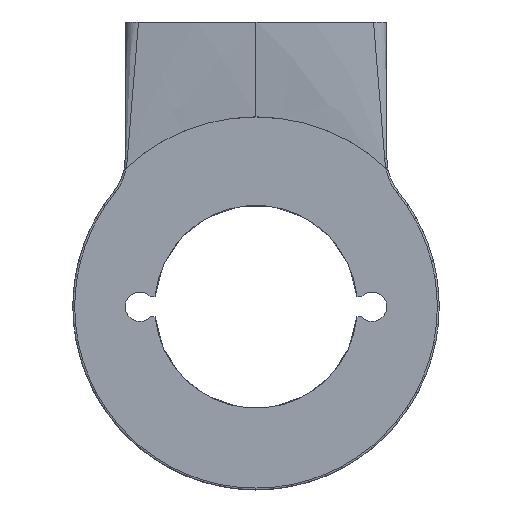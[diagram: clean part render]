
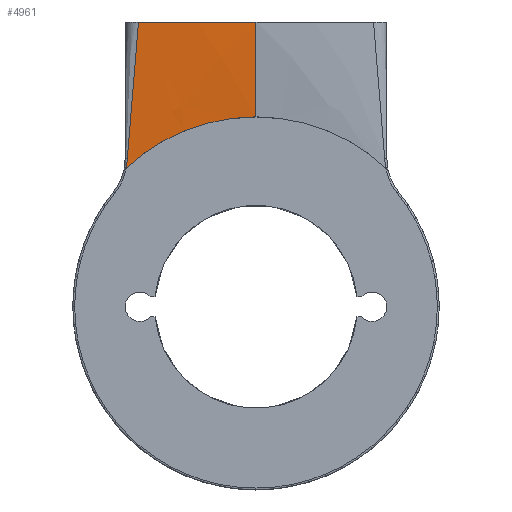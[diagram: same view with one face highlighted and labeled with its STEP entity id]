
A CAD part, top view. The second image highlights one B-rep face of the part: STEP entity #4961.
In plain terms, the highlighted free-form (B-spline) face has degree [3, 3] with [4, 7] control points.
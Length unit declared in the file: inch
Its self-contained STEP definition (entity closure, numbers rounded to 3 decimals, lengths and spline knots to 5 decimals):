
#106 = CARTESIAN_POINT ( 'NONE',  ( -0.5603, 0.99577, 0.95676 ) ) ;
#173 = CARTESIAN_POINT ( 'NONE',  ( -0.29559, 1.10397, 0.9631 ) ) ;
#603 = CARTESIAN_POINT ( 'NONE',  ( -0.78046, 0.83268, 0.94488 ) ) ;
#1013 = B_SPLINE_CURVE_WITH_KNOTS ( 'NONE', 3,
 ( #13665, #10115, #3740, #173, #13455, #9114, #11356, #7947, #10183, #13525 ),
 .UNSPECIFIED., .F., .F.,
 ( 4, 2, 2, 2, 4 ),
 ( 0., 0.00285, 0.0057, 0.00856, 0.01141 ),
 .UNSPECIFIED. ) ;
#1063 = VERTEX_POINT ( 'NONE', #10367 ) ;
#1205 = B_SPLINE_CURVE_WITH_KNOTS ( 'NONE', 3,
 ( #6822, #7915, #4794, #12260 ),
 .UNSPECIFIED., .F., .F.,
 ( 4, 4 ),
 ( 0., 1. ),
 .UNSPECIFIED. ) ;
#1230 = B_SPLINE_CURVE_WITH_KNOTS ( 'NONE', 3,
 ( #4370, #6605, #9942, #5386 ),
 .UNSPECIFIED., .F., .F.,
 ( 4, 4 ),
 ( 0., 1. ),
 .UNSPECIFIED. ) ;
#1555 = VERTEX_POINT ( 'NONE', #10180 ) ;
#1713 = FACE_OUTER_BOUND ( 'NONE', #6192, .T. ) ;
#1787 = CARTESIAN_POINT ( 'NONE',  ( 0., 1.51515, 1.00394 ) ) ;
#1854 = ORIENTED_EDGE ( 'NONE', *, *, #5684, .F. ) ;
#1924 = CARTESIAN_POINT ( 'NONE',  ( -0.25683, 1.7126, 1.00394 ) ) ;
#1999 = CARTESIAN_POINT ( 'NONE',  ( 0., 1.13643, 0.96393 ) ) ;
#2361 = ORIENTED_EDGE ( 'NONE', *, *, #3423, .T. ) ;
#2832 = EDGE_CURVE ( 'NONE', #1063, #13001, #1013, .T. ) ;
#3018 = CARTESIAN_POINT ( 'NONE',  ( -0.77328, 0.87268, 0.94488 ) ) ;
#3273 = CARTESIAN_POINT ( 'NONE',  ( -0.4726, 1.7126, 0.98805 ) ) ;
#3324 = CARTESIAN_POINT ( 'NONE',  ( -0.67534, 0.92145, 0.95159 ) ) ;
#3423 = EDGE_CURVE ( 'NONE', #10905, #1063, #7734, .T. ) ;
#3466 = CARTESIAN_POINT ( 'NONE',  ( -0.75533, 0.85693, 0.94675 ) ) ;
#3740 = CARTESIAN_POINT ( 'NONE',  ( -0.36714, 1.08224, 0.96198 ) ) ;
#3743 = ORIENTED_EDGE ( 'NONE', *, *, #7624, .T. ) ;
#3888 = CARTESIAN_POINT ( 'NONE',  ( -0.54867, 1.09108, 0.9716 ) ) ;
#3907 = CARTESIAN_POINT ( 'NONE',  ( -0.7069, 1.7126, 0.95639 ) ) ;
#3962 = CARTESIAN_POINT ( 'NONE',  ( -0.27439, 1.33737, 0.99089 ) ) ;
#4033 = CARTESIAN_POINT ( 'NONE',  ( 0., 1.7126, 1.00394 ) ) ;
#4106 = CARTESIAN_POINT ( 'NONE',  ( -0.78039, 0.83307, 0.94488 ) ) ;
#4174 = CARTESIAN_POINT ( 'NONE',  ( -0.4726, 1.7126, 0.98805 ) ) ;
#4259 = CARTESIAN_POINT ( 'NONE',  ( -0.78031, 0.83346, 0.94488 ) ) ;
#4285 = CARTESIAN_POINT ( 'NONE',  ( -0.25683, 1.7126, 1.00394 ) ) ;
#4354 = VERTEX_POINT ( 'NONE', #8113 ) ;
#4370 = CARTESIAN_POINT ( 'NONE',  ( 0., 1.7126, 1.00394 ) ) ;
#4553 = CARTESIAN_POINT ( 'NONE',  ( -0.4997, 1.02757, 0.9588 ) ) ;
#4621 = CARTESIAN_POINT ( 'NONE',  ( -0.64748, 0.94129, 0.95302 ) ) ;
#4794 = CARTESIAN_POINT ( 'NONE',  ( -0.77936, 0.83878, 0.94488 ) ) ;
#4961 = ADVANCED_FACE ( 'NONE', ( #1713 ), #6948, .T. ) ;
#5046 = CARTESIAN_POINT ( 'NONE',  ( -0.56968, 1.03047, 0.96044 ) ) ;
#5196 = CARTESIAN_POINT ( 'NONE',  ( 0., 1.7126, 1.00394 ) ) ;
#5269 = CARTESIAN_POINT ( 'NONE',  ( 0., 1.14034, 0.96445 ) ) ;
#5386 = CARTESIAN_POINT ( 'NONE',  ( 0., 1.14229, 0.96471 ) ) ;
#5684 = EDGE_CURVE ( 'NONE', #4354, #6875, #6638, .T. ) ;
#6105 = ORIENTED_EDGE ( 'NONE', *, *, #9772, .F. ) ;
#6192 = EDGE_LOOP ( 'NONE', ( #6105, #3743, #2361, #13731, #11670, #1854 ) ) ;
#6343 = CARTESIAN_POINT ( 'NONE',  ( -0.27885, 1.14035, 0.96445 ) ) ;
#6414 = CARTESIAN_POINT ( 'NONE',  ( -0.27881, 1.1423, 0.96472 ) ) ;
#6605 = CARTESIAN_POINT ( 'NONE',  ( 0., 1.51515, 1.00394 ) ) ;
#6635 = B_SPLINE_CURVE_WITH_KNOTS ( 'NONE', 3,
 ( #7312, #7092, #9412, #3907 ),
 .UNSPECIFIED., .F., .F.,
 ( 4, 4 ),
 ( 0., 1. ),
 .UNSPECIFIED. ) ;
#6638 = B_SPLINE_CURVE_WITH_KNOTS ( 'NONE', 3,
 ( #8705, #3273, #4285, #12180 ),
 .UNSPECIFIED., .F., .F.,
 ( 4, 4 ),
 ( 0., 0.01801 ),
 .UNSPECIFIED. ) ;
#6822 = CARTESIAN_POINT ( 'NONE',  ( -0.77458, 0.88827, 0.94543 ) ) ;
#6875 = VERTEX_POINT ( 'NONE', #5196 ) ;
#6948 = B_SPLINE_SURFACE_WITH_KNOTS ( 'NONE', 3, 3, ( 
 ( #4033, #1787, #11927, #13883, #5269, #12867, #1999 ),
 ( #1924, #7290, #3962, #6414, #6343, #10546, #13811 ),
 ( #4174, #14030, #3888, #7215, #12720, #5046, #10763 ),
 ( #11643, #8387, #3018, #9465, #4106, #603, #12794 ) ),
 .UNSPECIFIED., .F., .F., .F.,
 ( 4, 4 ),
 ( 4, 3, 4 ),
 ( 0., 1. ),
 ( 0., 1., 1.01 ),
 .UNSPECIFIED. ) ;
#7092 = CARTESIAN_POINT ( 'NONE',  ( -0.75695, 1.07891, 0.94767 ) ) ;
#7215 = CARTESIAN_POINT ( 'NONE',  ( -0.56927, 1.03166, 0.96066 ) ) ;
#7290 = CARTESIAN_POINT ( 'NONE',  ( -0.26041, 1.51515, 1.00394 ) ) ;
#7312 = CARTESIAN_POINT ( 'NONE',  ( -0.77458, 0.88827, 0.94543 ) ) ;
#7467 = EDGE_CURVE ( 'NONE', #6875, #13001, #1230, .T. ) ;
#7624 = EDGE_CURVE ( 'NONE', #1555, #10905, #1205, .T. ) ;
#7734 = B_SPLINE_CURVE_WITH_KNOTS ( 'NONE', 3,
 ( #13387, #3466, #11216, #3324, #4621, #11145, #106, #4553, #8971, #9044 ),
 .UNSPECIFIED., .F., .F.,
 ( 4, 2, 2, 2, 4 ),
 ( 0., 0.00261, 0.00523, 0.00784, 0.01046 ),
 .UNSPECIFIED. ) ;
#7915 = CARTESIAN_POINT ( 'NONE',  ( -0.77735, 0.85835, 0.94508 ) ) ;
#7947 = CARTESIAN_POINT ( 'NONE',  ( -0.07473, 1.14045, 0.96466 ) ) ;
#8113 = CARTESIAN_POINT ( 'NONE',  ( -0.7069, 1.7126, 0.95639 ) ) ;
#8387 = CARTESIAN_POINT ( 'NONE',  ( -0.70886, 1.68615, 0.95586 ) ) ;
#8705 = CARTESIAN_POINT ( 'NONE',  ( -0.7069, 1.7126, 0.95639 ) ) ;
#8971 = CARTESIAN_POINT ( 'NONE',  ( -0.46871, 1.0421, 0.95969 ) ) ;
#9044 = CARTESIAN_POINT ( 'NONE',  ( -0.43704, 1.05531, 0.96048 ) ) ;
#9114 = CARTESIAN_POINT ( 'NONE',  ( -0.18595, 1.12766, 0.96417 ) ) ;
#9412 = CARTESIAN_POINT ( 'NONE',  ( -0.70859, 1.68974, 0.95594 ) ) ;
#9465 = CARTESIAN_POINT ( 'NONE',  ( -0.78031, 0.83346, 0.94488 ) ) ;
#9772 = EDGE_CURVE ( 'NONE', #1555, #4354, #6635, .T. ) ;
#9942 = CARTESIAN_POINT ( 'NONE',  ( 0., 1.33736, 0.99089 ) ) ;
#10115 = CARTESIAN_POINT ( 'NONE',  ( -0.40243, 1.0696, 0.96129 ) ) ;
#10124 = CARTESIAN_POINT ( 'NONE',  ( 0., 1.14229, 0.96471 ) ) ;
#10180 = CARTESIAN_POINT ( 'NONE',  ( -0.77458, 0.88827, 0.94543 ) ) ;
#10183 = CARTESIAN_POINT ( 'NONE',  ( -0.03745, 1.14229, 0.96471 ) ) ;
#10367 = CARTESIAN_POINT ( 'NONE',  ( -0.43704, 1.05531, 0.96048 ) ) ;
#10546 = CARTESIAN_POINT ( 'NONE',  ( -0.2789, 1.1384, 0.96419 ) ) ;
#10763 = CARTESIAN_POINT ( 'NONE',  ( -0.56989, 1.02988, 0.96033 ) ) ;
#10905 = VERTEX_POINT ( 'NONE', #4259 ) ;
#11145 = CARTESIAN_POINT ( 'NONE',  ( -0.58996, 0.97845, 0.9556 ) ) ;
#11216 = CARTESIAN_POINT ( 'NONE',  ( -0.72929, 0.87926, 0.94845 ) ) ;
#11356 = CARTESIAN_POINT ( 'NONE',  ( -0.14895, 1.13314, 0.96439 ) ) ;
#11643 = CARTESIAN_POINT ( 'NONE',  ( -0.7069, 1.7126, 0.95639 ) ) ;
#11670 = ORIENTED_EDGE ( 'NONE', *, *, #7467, .F. ) ;
#11927 = CARTESIAN_POINT ( 'NONE',  ( 0., 1.33736, 0.99089 ) ) ;
#12180 = CARTESIAN_POINT ( 'NONE',  ( 0., 1.7126, 1.00394 ) ) ;
#12260 = CARTESIAN_POINT ( 'NONE',  ( -0.78031, 0.83346, 0.94488 ) ) ;
#12720 = CARTESIAN_POINT ( 'NONE',  ( -0.56948, 1.03107, 0.96055 ) ) ;
#12794 = CARTESIAN_POINT ( 'NONE',  ( -0.78053, 0.83229, 0.94488 ) ) ;
#12867 = CARTESIAN_POINT ( 'NONE',  ( 0., 1.13838, 0.96419 ) ) ;
#13001 = VERTEX_POINT ( 'NONE', #10124 ) ;
#13387 = CARTESIAN_POINT ( 'NONE',  ( -0.78031, 0.83346, 0.94488 ) ) ;
#13455 = CARTESIAN_POINT ( 'NONE',  ( -0.25935, 1.11305, 0.96353 ) ) ;
#13525 = CARTESIAN_POINT ( 'NONE',  ( 0., 1.14229, 0.96471 ) ) ;
#13665 = CARTESIAN_POINT ( 'NONE',  ( -0.43704, 1.05531, 0.96048 ) ) ;
#13731 = ORIENTED_EDGE ( 'NONE', *, *, #2832, .T. ) ;
#13811 = CARTESIAN_POINT ( 'NONE',  ( -0.27894, 1.13645, 0.96393 ) ) ;
#13883 = CARTESIAN_POINT ( 'NONE',  ( 0., 1.14229, 0.96471 ) ) ;
#14030 = CARTESIAN_POINT ( 'NONE',  ( -0.48981, 1.6609, 0.98549 ) ) ;
